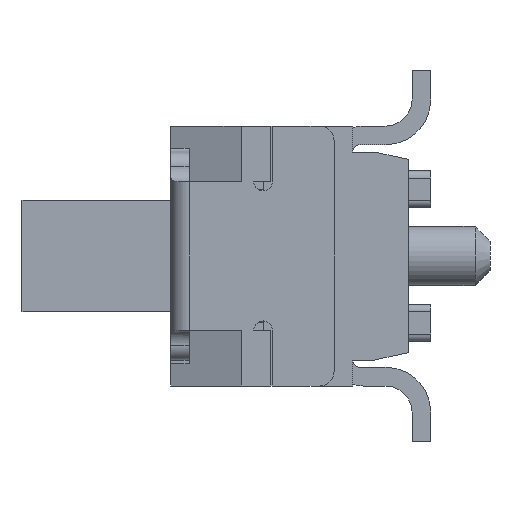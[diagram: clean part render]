
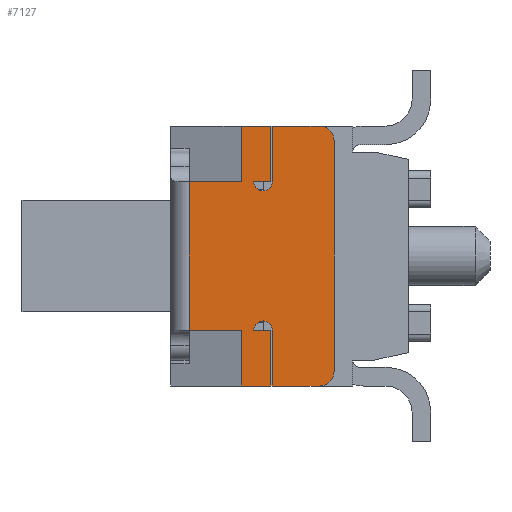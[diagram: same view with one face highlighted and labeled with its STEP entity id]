
A CAD part, left-side view. The second image highlights one B-rep face of the part: STEP entity #7127.
In plain terms, the highlighted planar face has unit normal (-1, 0, 0).
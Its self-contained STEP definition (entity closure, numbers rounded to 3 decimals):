
#227=CIRCLE('',#7538,0.125);
#228=CIRCLE('',#7539,0.2);
#229=CIRCLE('',#7540,0.2);
#230=CIRCLE('',#7541,0.125);
#1127=ORIENTED_EDGE('',*,*,#2406,.T.);
#1128=ORIENTED_EDGE('',*,*,#2037,.F.);
#1129=ORIENTED_EDGE('',*,*,#2308,.F.);
#1130=ORIENTED_EDGE('',*,*,#2178,.F.);
#1131=ORIENTED_EDGE('',*,*,#2061,.F.);
#1132=ORIENTED_EDGE('',*,*,#2233,.F.);
#1133=ORIENTED_EDGE('',*,*,#2407,.T.);
#1134=ORIENTED_EDGE('',*,*,#2408,.F.);
#1135=ORIENTED_EDGE('',*,*,#2176,.F.);
#1136=ORIENTED_EDGE('',*,*,#2409,.F.);
#1137=ORIENTED_EDGE('',*,*,#2410,.F.);
#1138=ORIENTED_EDGE('',*,*,#2411,.F.);
#1139=ORIENTED_EDGE('',*,*,#2163,.F.);
#1140=ORIENTED_EDGE('',*,*,#2412,.F.);
#1141=ORIENTED_EDGE('',*,*,#2413,.T.);
#1142=ORIENTED_EDGE('',*,*,#2236,.F.);
#1143=ORIENTED_EDGE('',*,*,#2056,.F.);
#1144=ORIENTED_EDGE('',*,*,#2160,.F.);
#1145=ORIENTED_EDGE('',*,*,#2307,.F.);
#1146=ORIENTED_EDGE('',*,*,#2029,.T.);
#2029=EDGE_CURVE('',#2832,#2830,#3323,.T.);
#2037=EDGE_CURVE('',#2837,#2835,#3330,.T.);
#2056=EDGE_CURVE('',#2856,#2857,#3346,.T.);
#2061=EDGE_CURVE('',#2860,#2861,#3351,.T.);
#2160=EDGE_CURVE('',#2938,#2856,#3438,.T.);
#2163=EDGE_CURVE('',#2940,#2941,#3441,.T.);
#2176=EDGE_CURVE('',#2946,#2947,#3454,.T.);
#2178=EDGE_CURVE('',#2861,#2948,#3456,.T.);
#2233=EDGE_CURVE('',#2979,#2860,#3502,.T.);
#2236=EDGE_CURVE('',#2857,#2980,#3505,.T.);
#2307=EDGE_CURVE('',#2832,#2938,#3554,.T.);
#2308=EDGE_CURVE('',#2948,#2837,#3555,.T.);
#2406=EDGE_CURVE('',#2830,#2835,#3621,.T.);
#2407=EDGE_CURVE('',#2979,#3073,#227,.T.);
#2408=EDGE_CURVE('',#2947,#3073,#3622,.T.);
#2409=EDGE_CURVE('',#3074,#2946,#228,.T.);
#2410=EDGE_CURVE('',#3075,#3074,#3623,.T.);
#2411=EDGE_CURVE('',#2941,#3075,#229,.T.);
#2412=EDGE_CURVE('',#3076,#2940,#3624,.T.);
#2413=EDGE_CURVE('',#3076,#2980,#230,.T.);
#2830=VERTEX_POINT('',#9562);
#2832=VERTEX_POINT('',#9565);
#2835=VERTEX_POINT('',#9573);
#2837=VERTEX_POINT('',#9578);
#2856=VERTEX_POINT('',#9620);
#2857=VERTEX_POINT('',#9621);
#2860=VERTEX_POINT('',#9629);
#2861=VERTEX_POINT('',#9631);
#2938=VERTEX_POINT('',#9816);
#2940=VERTEX_POINT('',#9821);
#2941=VERTEX_POINT('',#9823);
#2946=VERTEX_POINT('',#9843);
#2947=VERTEX_POINT('',#9845);
#2948=VERTEX_POINT('',#9848);
#2979=VERTEX_POINT('',#9944);
#2980=VERTEX_POINT('',#9950);
#3073=VERTEX_POINT('',#10305);
#3074=VERTEX_POINT('',#10308);
#3075=VERTEX_POINT('',#10310);
#3076=VERTEX_POINT('',#10313);
#3323=LINE('',#9564,#3952);
#3330=LINE('',#9579,#3959);
#3346=LINE('',#9619,#3975);
#3351=LINE('',#9630,#3980);
#3438=LINE('',#9817,#4067);
#3441=LINE('',#9822,#4070);
#3454=LINE('',#9844,#4083);
#3456=LINE('',#9847,#4085);
#3502=LINE('',#9945,#4131);
#3505=LINE('',#9949,#4134);
#3554=LINE('',#10082,#4183);
#3555=LINE('',#10084,#4184);
#3621=LINE('',#10303,#4250);
#3622=LINE('',#10306,#4251);
#3623=LINE('',#10309,#4252);
#3624=LINE('',#10312,#4253);
#3952=VECTOR('',#7941,1000.);
#3959=VECTOR('',#7952,1000.);
#3975=VECTOR('',#7980,1000.);
#3980=VECTOR('',#7987,1000.);
#4067=VECTOR('',#8118,1000.);
#4070=VECTOR('',#8121,1000.);
#4083=VECTOR('',#8140,1000.);
#4085=VECTOR('',#8142,1000.);
#4131=VECTOR('',#8228,1000.);
#4134=VECTOR('',#8233,1000.);
#4183=VECTOR('',#8352,1000.);
#4184=VECTOR('',#8355,1000.);
#4250=VECTOR('',#8639,1000.);
#4251=VECTOR('',#8642,1000.);
#4252=VECTOR('',#8645,1000.);
#4253=VECTOR('',#8648,1000.);
#4631=EDGE_LOOP('',(#1127,#1128,#1129,#1130,#1131,#1132,#1133,#1134,#1135,
#1136,#1137,#1138,#1139,#1140,#1141,#1142,#1143,#1144,#1145,#1146));
#4929=FACE_BOUND('',#4631,.T.);
#5182=PLANE('',#7537);
#7127=ADVANCED_FACE('',(#4929),#5182,.T.);
#7537=AXIS2_PLACEMENT_3D('',#10302,#8637,#8638);
#7538=AXIS2_PLACEMENT_3D('',#10304,#8640,#8641);
#7539=AXIS2_PLACEMENT_3D('',#10307,#8643,#8644);
#7540=AXIS2_PLACEMENT_3D('',#10311,#8646,#8647);
#7541=AXIS2_PLACEMENT_3D('',#10314,#8649,#8650);
#7941=DIRECTION('',(0.,1.,0.));
#7952=DIRECTION('',(0.,1.,0.));
#7980=DIRECTION('',(0.,0.,-1.));
#7987=DIRECTION('',(0.,0.,-1.));
#8118=DIRECTION('',(0.,-1.,0.));
#8121=DIRECTION('',(0.,-1.,0.));
#8140=DIRECTION('',(0.,1.,0.));
#8142=DIRECTION('',(0.,1.,0.));
#8228=DIRECTION('',(0.,-1.,0.));
#8233=DIRECTION('',(0.,1.,0.));
#8352=DIRECTION('',(0.,0.,1.));
#8355=DIRECTION('',(0.,0.,1.));
#8637=DIRECTION('',(-1.,0.,0.));
#8638=DIRECTION('',(0.,0.,1.));
#8639=DIRECTION('',(0.,0.,-1.));
#8640=DIRECTION('',(1.,0.,0.));
#8641=DIRECTION('',(0.,0.,-1.));
#8642=DIRECTION('',(0.,0.,1.));
#8643=DIRECTION('',(1.,0.,0.));
#8644=DIRECTION('',(0.,0.,-1.));
#8645=DIRECTION('',(0.,0.,-1.));
#8646=DIRECTION('',(1.,0.,0.));
#8647=DIRECTION('',(0.,0.,-1.));
#8648=DIRECTION('',(0.,0.,1.));
#8649=DIRECTION('',(1.,0.,0.));
#8650=DIRECTION('',(0.,0.,-1.));
#9562=CARTESIAN_POINT('',(-4.25,-0.25,1.));
#9564=CARTESIAN_POINT('',(-4.25,-0.25,1.));
#9565=CARTESIAN_POINT('',(-4.25,-0.95,1.));
#9573=CARTESIAN_POINT('',(-4.25,-0.25,-1.));
#9578=CARTESIAN_POINT('',(-4.25,-0.95,-1.));
#9579=CARTESIAN_POINT('',(-4.25,-0.25,-1.));
#9619=CARTESIAN_POINT('',(-4.25,-1.35,0.));
#9620=CARTESIAN_POINT('',(-4.25,-1.35,1.75));
#9621=CARTESIAN_POINT('',(-4.25,-1.35,1.));
#9629=CARTESIAN_POINT('',(-4.25,-1.35,-1.));
#9630=CARTESIAN_POINT('',(-4.25,-1.35,0.));
#9631=CARTESIAN_POINT('',(-4.25,-1.35,-1.75));
#9816=CARTESIAN_POINT('',(-4.25,-0.95,1.75));
#9817=CARTESIAN_POINT('',(-4.25,0.,1.75));
#9821=CARTESIAN_POINT('',(-4.25,-1.37,1.75));
#9822=CARTESIAN_POINT('',(-4.25,-1.37,1.75));
#9823=CARTESIAN_POINT('',(-4.25,-2.,1.75));
#9843=CARTESIAN_POINT('',(-4.25,-2.,-1.75));
#9844=CARTESIAN_POINT('',(-4.25,-2.,-1.75));
#9845=CARTESIAN_POINT('',(-4.25,-1.37,-1.75));
#9847=CARTESIAN_POINT('',(-4.25,-2.45,-1.75));
#9848=CARTESIAN_POINT('',(-4.25,-0.95,-1.75));
#9944=CARTESIAN_POINT('',(-4.25,-1.12,-1.));
#9945=CARTESIAN_POINT('',(-4.25,-0.25,-1.));
#9949=CARTESIAN_POINT('',(-4.25,-1.25,1.));
#9950=CARTESIAN_POINT('',(-4.25,-1.12,1.));
#10082=CARTESIAN_POINT('',(-4.25,-0.95,0.));
#10084=CARTESIAN_POINT('',(-4.25,-0.95,0.));
#10302=CARTESIAN_POINT('',(-4.25,-0.25,-1.));
#10303=CARTESIAN_POINT('',(-4.25,-0.25,1.2));
#10304=CARTESIAN_POINT('',(-4.25,-1.245,-1.));
#10305=CARTESIAN_POINT('',(-4.25,-1.37,-1.));
#10306=CARTESIAN_POINT('',(-4.25,-1.37,-1.75));
#10307=CARTESIAN_POINT('',(-4.25,-2.,-1.55));
#10308=CARTESIAN_POINT('',(-4.25,-2.2,-1.55));
#10309=CARTESIAN_POINT('',(-4.25,-2.2,1.55));
#10310=CARTESIAN_POINT('',(-4.25,-2.2,1.55));
#10311=CARTESIAN_POINT('',(-4.25,-2.,1.55));
#10312=CARTESIAN_POINT('',(-4.25,-1.37,1.));
#10313=CARTESIAN_POINT('',(-4.25,-1.37,1.));
#10314=CARTESIAN_POINT('',(-4.25,-1.245,1.));
